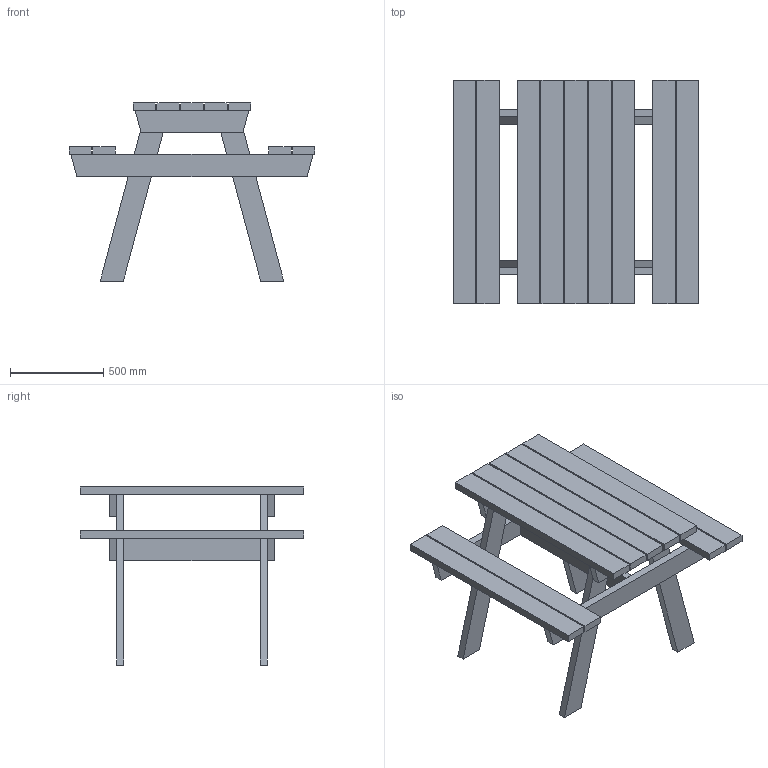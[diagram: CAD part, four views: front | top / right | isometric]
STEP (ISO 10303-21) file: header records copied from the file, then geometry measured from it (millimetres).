
FILE_DESCRIPTION(/* description */ (''),/* implementation_level */ '2;1');
FILE_NAME(/* name */ 'TA Oslo-G Junior 3D.stp',/* time_stamp */ '2021-12-20T15:41:37+01:00',/* author */ ('vital'),/* organization */ (''),/* preprocessor_version */ 'ST-DEVELOPER v18.1',/* originating_system */ 'Autodesk Inventor 2022',/* authorisation */ '');
FILE_SCHEMA (('AUTOMOTIVE_DESIGN { 1 0 10303 214 3 1 1 }'));
Length unit declared in the file: millimetre
Products named in the file (1): TA Oslo-G Junior 3D
Bounding box: 1320 x 1200 x 955.55 mm (x, y, z)
Volume: 91645290.1 mm3; surface area: 6285195.2 mm2
Topology: 18 solids, 18 shells, 108 faces, 216 edges, 144 vertices
Faces by surface type: plane 108
Entity records: 2890 total; most frequent: CARTESIAN_POINT 469, DIRECTION 434, ORIENTED_EDGE 432, LINE 216, VECTOR 216, EDGE_CURVE 216, VERTEX_POINT 144, STYLED_ITEM 126
